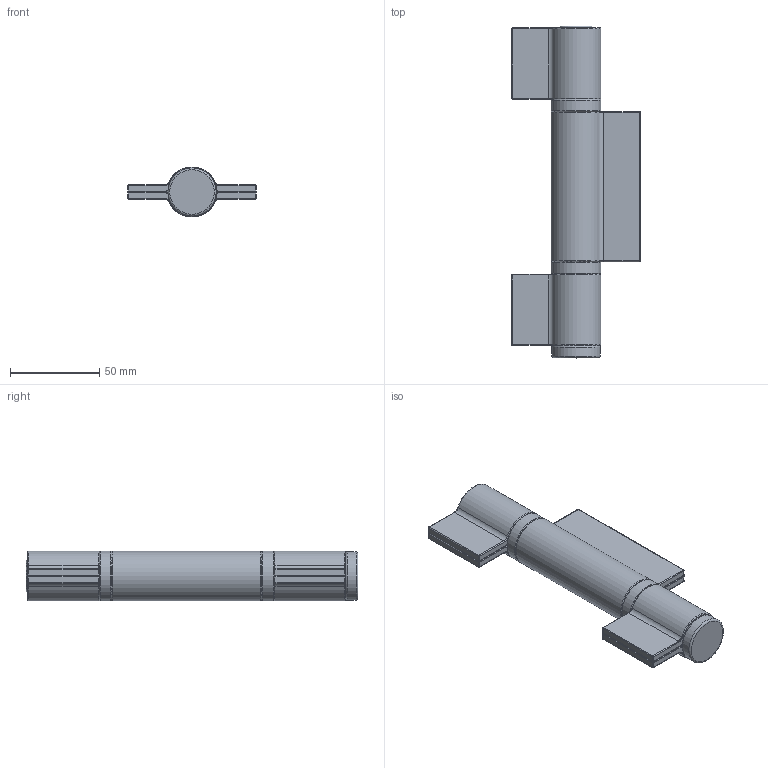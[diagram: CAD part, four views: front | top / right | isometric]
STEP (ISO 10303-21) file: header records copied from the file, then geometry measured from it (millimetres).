
FILE_DESCRIPTION (( 'STEP AP203' ), '1' );
FILE_NAME ('470.step', '2021-11-25T13:45:06', ( '' ), ( '' ), 'SwSTEP 2.0', 'SolidWorks 2018', '' );
FILE_SCHEMA (( 'CONFIG_CONTROL_DESIGN' ));
Length unit declared in the file: millimetre
Products named in the file (11): 470; 470 Teil3; 470 Teil1; 470 Teil4; 470 Teil2
Assembly tree (6 placements, depth 2):
  470
    470 Teil4
    470 Teil1  x2
    470 Teil2
    470 Teil3  x2
  470 Teil3
  470 Teil3
  470 Teil4
  470 Teil1
Bounding box: 72 x 186 x 28 mm (x, y, z)
Volume: 140209.9 mm3; surface area: 58201.7 mm2
Topology: 6 solids, 6 shells, 320 faces, 768 edges, 453 vertices
Faces by surface type: plane 104, cylinder 88, bspline 57, torus 46, sphere 24, cone 1
Full cylindrical faces by diameter (mm): 19.8 x1, 20.2 x2, 27 x1, 28 x2
Entity records: 10801 total; most frequent: CARTESIAN_POINT 4017, ORIENTED_EDGE 1226, DIRECTION 1132, EDGE_CURVE 613, AXIS2_PLACEMENT_3D 430, VERTEX_POINT 387, EDGE_LOOP 292, LINE 272
